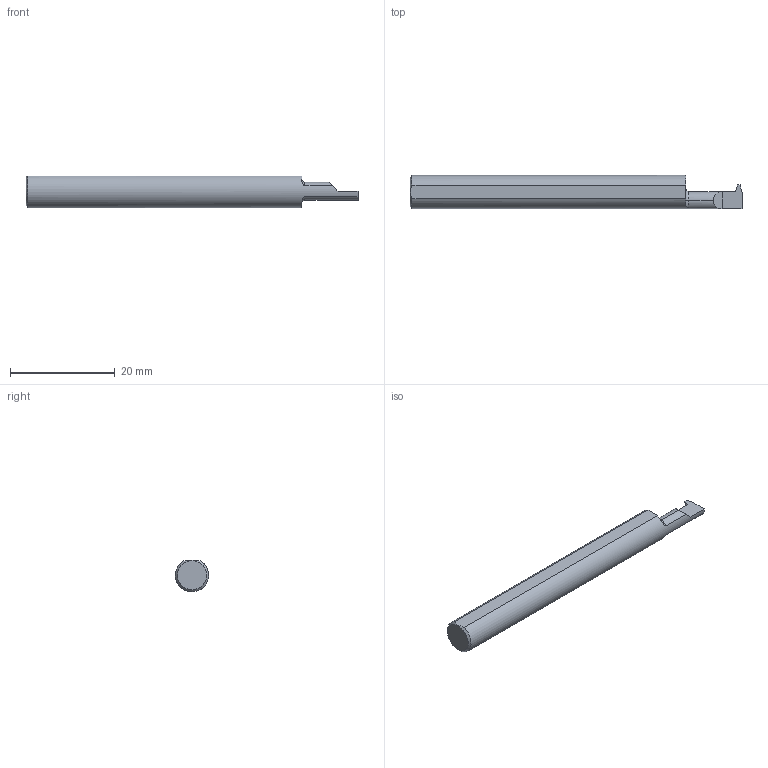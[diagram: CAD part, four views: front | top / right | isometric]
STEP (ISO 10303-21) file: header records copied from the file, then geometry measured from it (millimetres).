
FILE_DESCRIPTION (( 'STEP AP203' ), '1' );
FILE_NAME ('230904-FAT180350-16.STEP', '2024-04-30T20:57:22', ( '' ), ( '' ), 'SwSTEP 2.0', 'SolidWorks 2022', '' );
FILE_SCHEMA (( 'CONFIG_CONTROL_DESIGN' ));
Length unit declared in the file: inch
Products named in the file (1): 230904-FAT180350-16
Bounding box: 63.5 x 6.34 x 6.06 mm (x, y, z)
Volume: 1716.4 mm3; surface area: 1209.8 mm2
Topology: 1 solids, 1 shells, 29 faces, 74 edges, 47 vertices
Faces by surface type: plane 20, cylinder 4, torus 3, cone 2
Entity records: 976 total; most frequent: CARTESIAN_POINT 198, ORIENTED_EDGE 148, DIRECTION 146, EDGE_CURVE 74, AXIS2_PLACEMENT_3D 51, VERTEX_POINT 47, LINE 44, VECTOR 44
